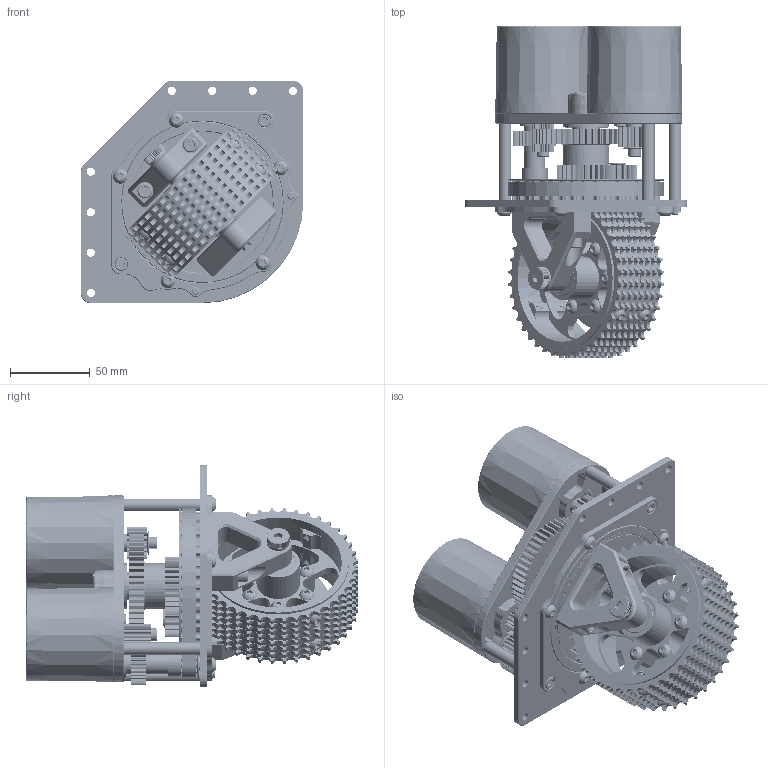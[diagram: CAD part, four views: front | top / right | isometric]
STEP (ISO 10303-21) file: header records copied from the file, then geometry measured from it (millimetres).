
FILE_DESCRIPTION (( 'STEP AP203' ), '1' );
FILE_NAME ('SDS MK4 Swerve Module, NEOs, L2.STEP', '2021-06-01T04:50:55', ( '' ), ( '' ), 'SwSTEP 2.0', 'SolidWorks 2019', '' );
FILE_SCHEMA (( 'CONFIG_CONTROL_DESIGN' ));
Length unit declared in the file: inch
Products named in the file (51): MK4 Intermediate Shaft; CANcoder Screw; Screw, Shoulder, .375 X 2.5, 5_16-18, 91259A634_91259A634; Screw, 10-32 X .25, Button, 91255A261_91255A261; CANcoder Assembly; Bevel Gear, 4515; Screw, 10-32 X .5, Button, 97763A232_97763A232; Wheel Mount A; Bearing, 6802; Screw, 10-32 X .375, 91251A340_91251A340; Screw, 12-24 X .625, Flat, 91253A282_91253A282; Bearing, .375 ThunderHex, Flanged, 217-5829; Tread, Blue Nitrile 4in X 1.5in; MK3 Base Pulley; magnet; SDS MK4 Swerve Module, NEOs, L2; Bearing, R6ZZ; CANcoder Bottom Housing; MK4 Wheel Spacer; Retaining Ring, 8mm, 98430A132_98430A132; Bearing, A035XPO_SA035XPO; Screw, 3-48 X .1875, Pan Phillips, 90272A091_90272A091; Screw, 10-32 X .75, Button, 91255A269_91255A269; CANcoder Top Housing; MK3 Center Column; Screw, .25-20 X .625, 91251A539_91251A539; Spacer, 8mm X .1875; Bearing, F689-ZZ; Screw, 10-32 X 2.5, 91251A355_91251A355; MK4 Billet Wheel Assembly; Gear, 32DP, 32T, .375 Hex Bore; MK3 Plates_Both Plates With Chamfers; Gear, 20DP, 14T, 8mm REV1; Double Gear, 20DP, 27T, 50T; Screw, .25-20 X 1 Socket, 91251A542_91251A542; MK2 Steering Shaft V3, Pulley Flange; Spacer, #10 X 1.875, .3125 OD, 92510A554; Belt, 320-5M-09; Bearing, 688; MK2 Steering Shaft V3 ...
Assembly tree (80 placements, depth 3):
  SDS MK4 Swerve Module, NEOs, L2
    Gear, 17T, 20DP, .375Hex
    Double Gear, 20DP, 27T, 50T
    Gear, 32DP, 8mm, am-3482
    Gear, 20DP, 14T, 8mm REV1
    Gear, 32DP, 32T, .375 Hex Bore
    Bevel Gear, 1545
    Bevel Gear, 4515
    Bearing, A035XPO_SA035XPO
    Bearing, .375 ThunderHex, Flanged, 217-5829
    Bearing, R188ZZ, 217-3489
    Bearing, F689-ZZ
    Bearing, 6802  x3
    Bearing, R6ZZ
    Bearing, R8ZZ
    Bearing, 688
    Spacer, #10 X 1.875, .3125 OD, 92510A554  x4
    Screw, 10-32 X 2.5, 91251A355_91251A355  x4
    Screw, 10-32 X .25, Button, 91255A261_91255A261  x5
    Screw, 10-32 X .375, 91251A340_91251A340  x2
    Screw, 12-24 X .625, Flat, 91253A282_91253A282
    Screw, .25-20 X 1 Socket, 91251A542_91251A542  x2
    Screw, .25-20 X .625, 91251A539_91251A539  x3
    Screw, Shoulder, .375 X 2.5, 5_16-18, 91259A634_91259A634
    Shim, 8mm ID X 14mm OD X .5mm Thick, 98055A115_98055A115
    MK3 Base Pulley
    MK4 Intermediate Shaft
    Wheel Mount B Gen2
    Wheel Mount A
    MK3 Plates_Both Plates With Chamfers
    MK2 Steering Shaft V3 Assembly
      MK2 Steering Shaft V3
      MK2 Steering Shaft V3, Pulley Flange
    MK3 Center Column
    MK4 Wheel Spacer
    Spacer, 8mm X .1875
    Motor, NEO, Shaft Cut  x2
    Retaining Ring, 8mm, 98430A132_98430A132
    Screw, 3-48 X .1875, Pan Phillips, 90272A091_90272A091  x2
    magnet
    CANcoder Assembly
      CANcoder Top Housing
      CANcoder PCA
      CANcoder Screw
      CANcoder Bottom Housing
    Belt, 320-5M-09
    MK4 Billet Wheel Assembly
      Wheel, SDS, Nitrile Tread, 4in X 1.5in, Bearing Bore
      Tread, Blue Nitrile 4in X 1.5in
      Screw, 10-32 X .75, Button, 91255A269_91255A269  x6
      Screw, 10-32 X .5, Button, 97763A232_97763A232  x8
Bounding box: 139.7 x 208.31 x 139.7 mm (x, y, z)
Volume: 686099 mm3; surface area: 308171.8 mm2
Topology: 85 solids, 85 shells, 8150 faces, 22077 edges, 14215 vertices
Faces by surface type: cylinder 4654, plane 1928, cone 1003, bspline 473, sphere 50, torus 42
Entity records: 264239 total; most frequent: CARTESIAN_POINT 103395, ORIENTED_EDGE 33618, DIRECTION 32751, EDGE_CURVE 16809, AXIS2_PLACEMENT_3D 13437, VERTEX_POINT 10873, CIRCLE 7603, EDGE_LOOP 6518
